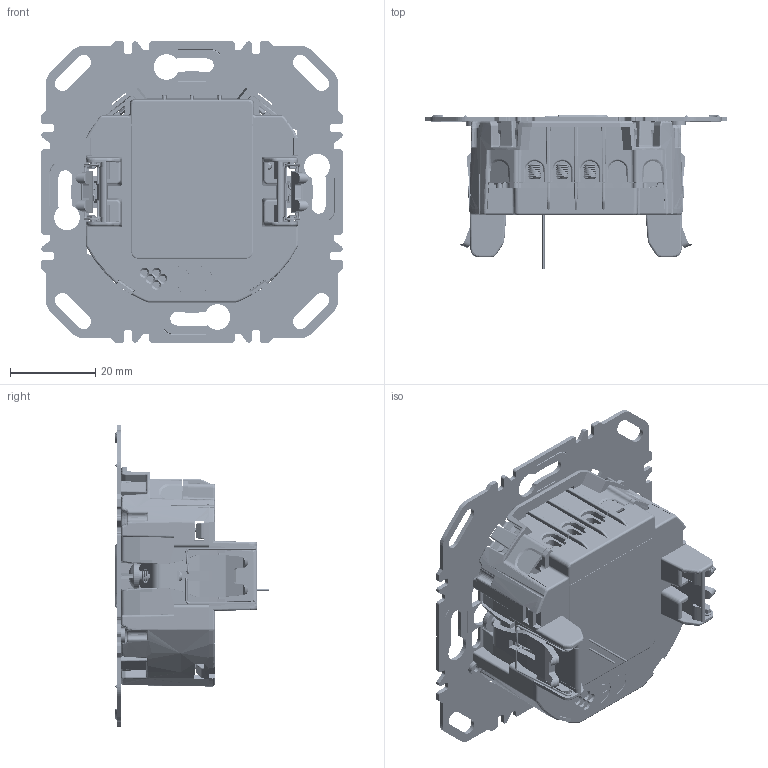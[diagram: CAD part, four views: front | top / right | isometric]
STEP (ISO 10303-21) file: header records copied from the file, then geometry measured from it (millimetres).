
FILE_DESCRIPTION((''),'2;1');
FILE_NAME('WDN2061_ASM','2025-04-16T08:01:06',('weberr1'),(''),'CREO PARAMETRIC BY PTC INC, 2023154','CREO PARAMETRIC BY PTC INC, 2023154','');
FILE_SCHEMA(('CONFIG_CONTROL_DESIGN','SHAPE_APPEARANCE_LAYERS_GROUPS'));
Products named in the file (42): 8473-143-00; 8108-683-X1; 8700-430-XX; 8270-105-00; 8475-083-00; 8570-324-00-POS-01; 8177-095-X1; 3TPCZ0751B; 3TPCZ0751B_COPPER_TOP; 3TPCZ0751B_COPPER_BOT; CAPPR250-680X1250; CAPC1608X95; CAPAE660X900; CAPC2013X145; CAPC1005X60; DIOM5336X265_NOMARK; SODFL2818X145; SODFL3618X140; DIOM5227X270_NOMARK; SOD2716X150; SODFL3618X110; 3TTEZ0178A_BUSH; 3TTEZ0178A_SREW; 3TTEZ0178A_ASM; TERM_SCREW_455X455X735_1P_ASM; CONN_E-TEC_BS2-010-H750-55B; IND_WURTH_PD2_7855_POL_SMD; INDP3225X170; SOIC127P600X175-8_7_NO7; RESC1005X40; TP_ROUND_120P200; SOT65P210X110-3; RESV500-360X900_P190-00; FUSSC3225X180; RESC3216X65; RESC1608X55; MOC3023S; SOT95P280X145-5; MIRE_CMS; 3TPCZ0751B_ASM ...
Assembly tree (95 placements, depth 6):
  WDN2061_ASM
    8473-143-00
    8108-683-X1
    8700-430-XX  x2
    8270-105-00  x2
    8475-083-00  x2
    8570-324-00-POS-01  x2
    8177-095-X1
    W1R9103_00_ASM
      3TPCZ0751B_ASM
        3TPCZ0751B
        3TPCZ0751B_COPPER_TOP
        3TPCZ0751B_COPPER_BOT
        CAPPR250-680X1250
        CAPC1608X95  x4
        CAPAE660X900
        CAPC2013X145
        CAPC1005X60  x3
        DIOM5336X265_NOMARK
        SODFL2818X145  x2
        SODFL3618X140  x3
        DIOM5227X270_NOMARK
        SOD2716X150
        SODFL3618X110
        TERM_SCREW_455X455X735_1P_ASM  x3
          3TTEZ0178A_ASM
            3TTEZ0178A_BUSH
            3TTEZ0178A_SREW
        CONN_E-TEC_BS2-010-H750-55B
        IND_WURTH_PD2_7855_POL_SMD
        INDP3225X170
        SOIC127P600X175-8_7_NO7
        RESC1005X40  x7
        TP_ROUND_120P200  x29
        SOT65P210X110-3
        RESV500-360X900_P190-00
        FUSSC3225X180
        RESC3216X65  x2
        RESC1608X55  x3
        MOC3023S
        SOT95P280X145-5
        MIRE_CMS  x4
Bounding box: 70.85 x 36.1 x 70.85 mm (x, y, z)
Volume: 20654.6 mm3; surface area: 39825.5 mm2
Topology: 91 solids, 159 shells, 5034 faces, 15855 edges, 11097 vertices
Faces by surface type: plane 2805, cylinder 1245, bspline 409, cone 259, torus 170, sphere 130, extrusion 16
Entity records: 215061 total; most frequent: CARTESIAN_POINT 64812, ORIENTED_EDGE 24614, DIRECTION 21081, EDGE_CURVE 13793, VERTEX_POINT 9786, PRESENTATION_STYLE_ASSIGNMENT 9049, VECTOR 8797, LINE 8789
